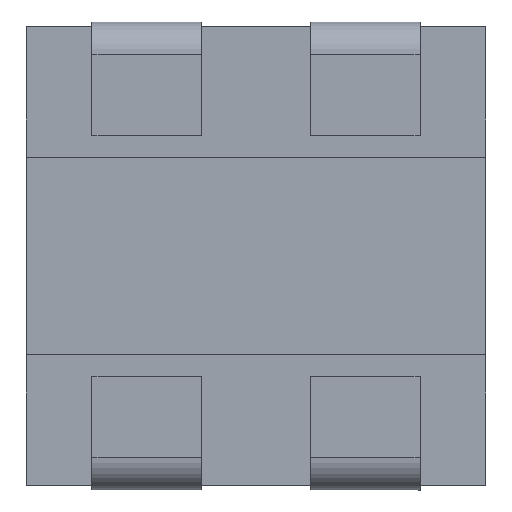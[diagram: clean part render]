
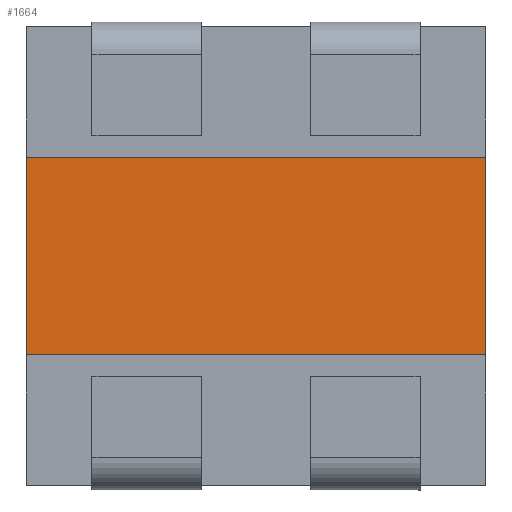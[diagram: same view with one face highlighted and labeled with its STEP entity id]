
A CAD part, front view. The second image highlights one B-rep face of the part: STEP entity #1664.
In plain terms, the highlighted planar face has unit normal (0, -1, 0).
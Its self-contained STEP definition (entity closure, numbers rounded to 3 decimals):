
#22 = VERTEX_POINT ( 'NONE', #934 ) ;
#52 = EDGE_CURVE ( 'NONE', #1990, #717, #944, .T. ) ;
#125 = CARTESIAN_POINT ( 'NONE',  ( 1.05, -0.2, 0.452 ) ) ;
#209 = LINE ( 'NONE', #1655, #1043 ) ;
#283 = ORIENTED_EDGE ( 'NONE', *, *, #1958, .T. ) ;
#299 = CARTESIAN_POINT ( 'NONE',  ( 0., -0.2, 0. ) ) ;
#333 = DIRECTION ( 'NONE',  ( 1., 0., 0. ) ) ;
#359 = VERTEX_POINT ( 'NONE', #512 ) ;
#512 = CARTESIAN_POINT ( 'NONE',  ( 1.05, -0.2, -0.452 ) ) ;
#517 = EDGE_CURVE ( 'NONE', #359, #22, #1409, .T. ) ;
#522 = LINE ( 'NONE', #1328, #1529 ) ;
#548 = CARTESIAN_POINT ( 'NONE',  ( -1.05, -0.2, 0.452 ) ) ;
#706 = ORIENTED_EDGE ( 'NONE', *, *, #1208, .T. ) ;
#717 = VERTEX_POINT ( 'NONE', #1326 ) ;
#755 = ORIENTED_EDGE ( 'NONE', *, *, #52, .T. ) ;
#811 = ORIENTED_EDGE ( 'NONE', *, *, #517, .T. ) ;
#934 = CARTESIAN_POINT ( 'NONE',  ( 1.05, -0.2, 0.452 ) ) ;
#944 = LINE ( 'NONE', #548, #1778 ) ;
#1043 = VECTOR ( 'NONE', #1184, 1000. ) ;
#1176 = AXIS2_PLACEMENT_3D ( 'NONE', #299, #1419, #1952 ) ;
#1184 = DIRECTION ( 'NONE',  ( -1., 0., 0. ) ) ;
#1208 = EDGE_CURVE ( 'NONE', #22, #1990, #209, .T. ) ;
#1326 = CARTESIAN_POINT ( 'NONE',  ( -1.05, -0.2, -0.452 ) ) ;
#1328 = CARTESIAN_POINT ( 'NONE',  ( -1.05, -0.2, -0.452 ) ) ;
#1409 = LINE ( 'NONE', #125, #2092 ) ;
#1419 = DIRECTION ( 'NONE',  ( 0., 1., 0. ) ) ;
#1529 = VECTOR ( 'NONE', #333, 1000. ) ;
#1595 = FACE_OUTER_BOUND ( 'NONE', #1700, .T. ) ;
#1655 = CARTESIAN_POINT ( 'NONE',  ( -1.05, -0.2, 0.452 ) ) ;
#1664 = ADVANCED_FACE ( 'NONE', ( #1595 ), #1784, .F. ) ;
#1700 = EDGE_LOOP ( 'NONE', ( #283, #811, #706, #755 ) ) ;
#1730 = DIRECTION ( 'NONE',  ( 0., 0., 1. ) ) ;
#1778 = VECTOR ( 'NONE', #2083, 1000. ) ;
#1784 = PLANE ( 'NONE',  #1176 ) ;
#1952 = DIRECTION ( 'NONE',  ( 1., 0., 0. ) ) ;
#1958 = EDGE_CURVE ( 'NONE', #717, #359, #522, .T. ) ;
#1990 = VERTEX_POINT ( 'NONE', #2012 ) ;
#2012 = CARTESIAN_POINT ( 'NONE',  ( -1.05, -0.2, 0.452 ) ) ;
#2083 = DIRECTION ( 'NONE',  ( 0., 0., -1. ) ) ;
#2092 = VECTOR ( 'NONE', #1730, 1000. ) ;
